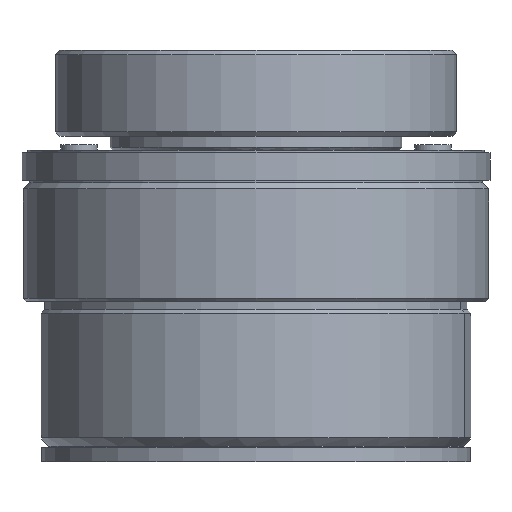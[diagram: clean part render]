
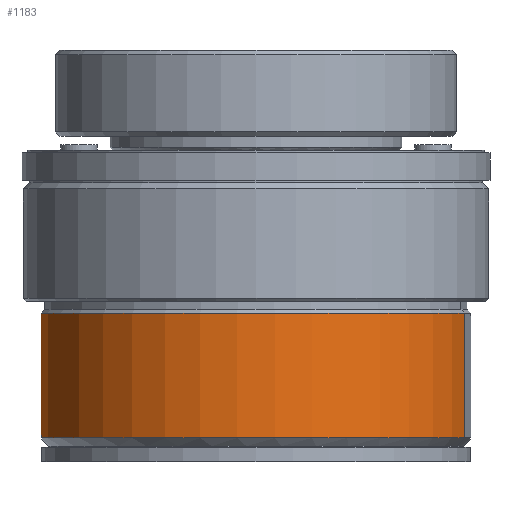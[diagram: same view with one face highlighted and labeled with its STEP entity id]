
A CAD part, front view. The second image highlights one B-rep face of the part: STEP entity #1183.
In plain terms, the highlighted cylindrical face has radius 23.65 mm (diameter 47.3 mm), a partial arc.
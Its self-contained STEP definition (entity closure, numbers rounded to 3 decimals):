
#370 = DIRECTION ( 'NONE',  ( 0.966, -0.259, 0. ) ) ;
#387 = CYLINDRICAL_SURFACE ( 'NONE', #2044, 23.65 ) ;
#502 = CIRCLE ( 'NONE', #3652, 23.65 ) ;
#563 = LINE ( 'NONE', #4188, #3525 ) ;
#756 = CIRCLE ( 'NONE', #1913, 23.65 ) ;
#955 = VECTOR ( 'NONE', #1825, 1000. ) ;
#1183 = ADVANCED_FACE ( 'NONE', ( #3468 ), #387, .T. ) ;
#1426 = EDGE_CURVE ( 'NONE', #3897, #5099, #563, .T. ) ;
#1559 = CARTESIAN_POINT ( 'NONE',  ( -22.844, 6.121, -92.492 ) ) ;
#1730 = VERTEX_POINT ( 'NONE', #4404 ) ;
#1795 = CARTESIAN_POINT ( 'NONE',  ( -22.844, 6.121, -10.9 ) ) ;
#1825 = DIRECTION ( 'NONE',  ( 0., 0., 1. ) ) ;
#1913 = AXIS2_PLACEMENT_3D ( 'NONE', #5134, #4424, #4832 ) ;
#2044 = AXIS2_PLACEMENT_3D ( 'NONE', #3065, #2374, #370 ) ;
#2064 = EDGE_CURVE ( 'NONE', #5099, #4651, #756, .T. ) ;
#2135 = DIRECTION ( 'NONE',  ( 0., 0., 1. ) ) ;
#2245 = EDGE_CURVE ( 'NONE', #1730, #4651, #4147, .T. ) ;
#2374 = DIRECTION ( 'NONE',  ( 0., 0., 1. ) ) ;
#2480 = ORIENTED_EDGE ( 'NONE', *, *, #2245, .F. ) ;
#2610 = ORIENTED_EDGE ( 'NONE', *, *, #3100, .T. ) ;
#2786 = EDGE_LOOP ( 'NONE', ( #2480, #2610, #3443, #2919 ) ) ;
#2919 = ORIENTED_EDGE ( 'NONE', *, *, #2064, .T. ) ;
#3065 = CARTESIAN_POINT ( 'NONE',  ( 0., 0., -92.492 ) ) ;
#3100 = EDGE_CURVE ( 'NONE', #1730, #3897, #502, .T. ) ;
#3246 = DIRECTION ( 'NONE',  ( 0.966, -0.259, 0. ) ) ;
#3443 = ORIENTED_EDGE ( 'NONE', *, *, #1426, .T. ) ;
#3468 = FACE_OUTER_BOUND ( 'NONE', #2786, .T. ) ;
#3525 = VECTOR ( 'NONE', #4560, 1000. ) ;
#3652 = AXIS2_PLACEMENT_3D ( 'NONE', #4500, #2135, #3246 ) ;
#3897 = VERTEX_POINT ( 'NONE', #4798 ) ;
#4147 = LINE ( 'NONE', #1559, #955 ) ;
#4188 = CARTESIAN_POINT ( 'NONE',  ( 22.844, -6.121, -92.492 ) ) ;
#4404 = CARTESIAN_POINT ( 'NONE',  ( -22.844, 6.121, -24.6 ) ) ;
#4424 = DIRECTION ( 'NONE',  ( 0., 0., -1. ) ) ;
#4500 = CARTESIAN_POINT ( 'NONE',  ( 0., 0., -24.6 ) ) ;
#4560 = DIRECTION ( 'NONE',  ( 0., 0., 1. ) ) ;
#4651 = VERTEX_POINT ( 'NONE', #1795 ) ;
#4798 = CARTESIAN_POINT ( 'NONE',  ( 22.844, -6.121, -24.6 ) ) ;
#4832 = DIRECTION ( 'NONE',  ( -0.966, 0.259, 0. ) ) ;
#4973 = CARTESIAN_POINT ( 'NONE',  ( 22.844, -6.121, -10.9 ) ) ;
#5099 = VERTEX_POINT ( 'NONE', #4973 ) ;
#5134 = CARTESIAN_POINT ( 'NONE',  ( 0., 0., -10.9 ) ) ;
